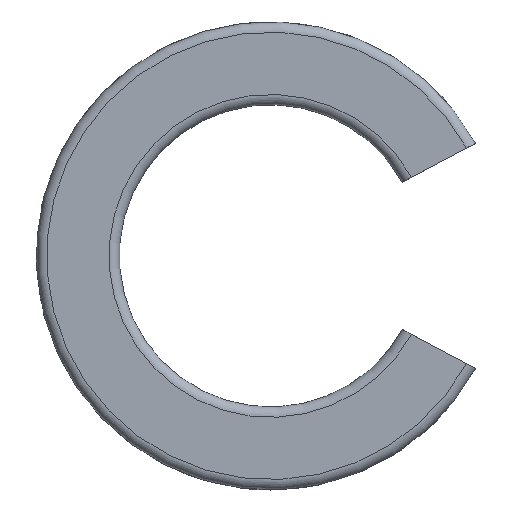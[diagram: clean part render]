
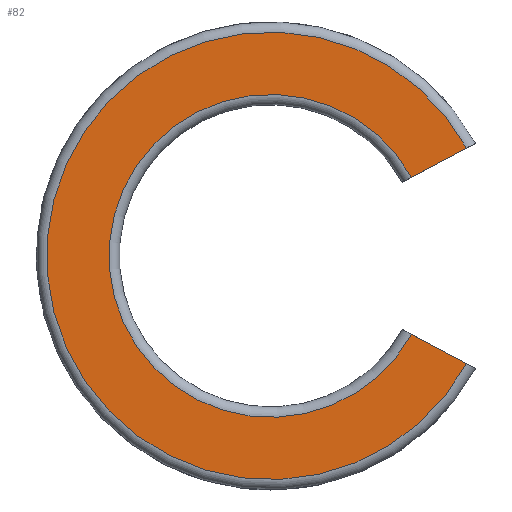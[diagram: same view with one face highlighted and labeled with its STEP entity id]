
A CAD part, left-side view. The second image highlights one B-rep face of the part: STEP entity #82.
In plain terms, the highlighted planar face has unit normal (-1, 0, 0).
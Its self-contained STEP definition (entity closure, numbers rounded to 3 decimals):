
#82 = ADVANCED_FACE( '', ( #160 ), #161, .T. );
#160 = FACE_OUTER_BOUND( '', #263, .T. );
#161 = PLANE( '', #264 );
#263 = EDGE_LOOP( '', ( #436, #437, #438, #439 ) );
#264 = AXIS2_PLACEMENT_3D( '', #440, #441, #442 );
#436 = ORIENTED_EDGE( '', *, *, #489, .F. );
#437 = ORIENTED_EDGE( '', *, *, #449, .T. );
#438 = ORIENTED_EDGE( '', *, *, #509, .T. );
#439 = ORIENTED_EDGE( '', *, *, #505, .T. );
#440 = CARTESIAN_POINT( '', ( 0., 29.625, 0. ) );
#441 = DIRECTION( '', ( -1., 0., 0. ) );
#442 = DIRECTION( '', ( 0., 0., 1. ) );
#449 = EDGE_CURVE( '', #523, #524, #525, .T. );
#489 = EDGE_CURVE( '', #523, #588, #589, .T. );
#505 = EDGE_CURVE( '', #608, #588, #609, .T. );
#509 = EDGE_CURVE( '', #524, #608, #613, .T. );
#523 = VERTEX_POINT( '', #629 );
#524 = VERTEX_POINT( '', #630 );
#525 = LINE( '', #631, #632 );
#588 = VERTEX_POINT( '', #822 );
#589 = CIRCLE( '', #823, 29.625 );
#608 = VERTEX_POINT( '', #873 );
#609 = LINE( '', #874, #875 );
#613 = CIRCLE( '', #890, 21.375 );
#629 = CARTESIAN_POINT( '', ( 0., -25.962, -14.269 ) );
#630 = CARTESIAN_POINT( '', ( 0., -18.677, -10.396 ) );
#631 = CARTESIAN_POINT( '', ( 0., -27.618, -15.15 ) );
#632 = VECTOR( '', #902, 1000. );
#822 = CARTESIAN_POINT( '', ( 0., -25.962, 14.269 ) );
#823 = AXIS2_PLACEMENT_3D( '', #947, #948, #949 );
#873 = CARTESIAN_POINT( '', ( 0., -18.677, 10.396 ) );
#874 = CARTESIAN_POINT( '', ( 0., 0.875, 0. ) );
#875 = VECTOR( '', #963, 1000. );
#890 = AXIS2_PLACEMENT_3D( '', #964, #965, #966 );
#902 = DIRECTION( '', ( 0., 0.883, 0.469 ) );
#947 = CARTESIAN_POINT( '', ( 0., 0., 0. ) );
#948 = DIRECTION( '', ( 1., 0., 0. ) );
#949 = DIRECTION( '', ( 0., 0., -1. ) );
#963 = DIRECTION( '', ( 0., -0.883, 0.469 ) );
#964 = CARTESIAN_POINT( '', ( 0., 0., 0. ) );
#965 = DIRECTION( '', ( 1., 0., 0. ) );
#966 = DIRECTION( '', ( 0., 0., -1. ) );
